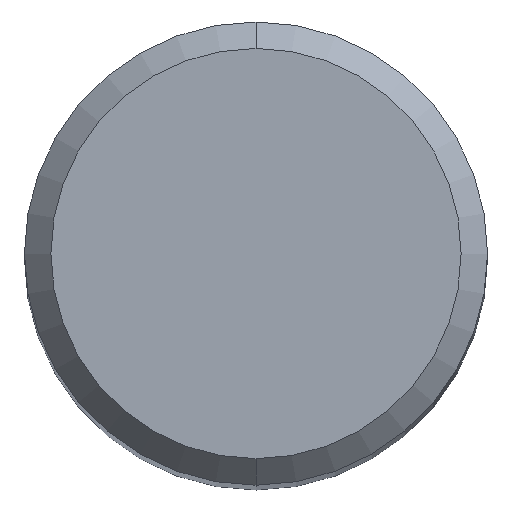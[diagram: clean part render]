
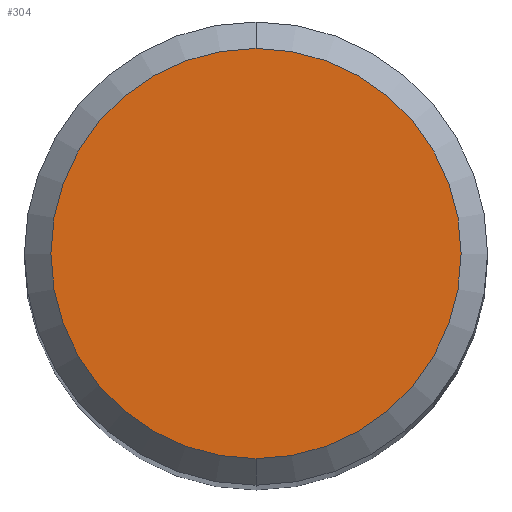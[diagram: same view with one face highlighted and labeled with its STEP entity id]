
A CAD part, top view. The second image highlights one B-rep face of the part: STEP entity #304.
In plain terms, the highlighted planar face has unit normal (0, 0, 1).
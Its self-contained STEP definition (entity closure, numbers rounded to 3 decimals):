
#254=EDGE_CURVE('',#408,#402,#563,.T.);
#266=EDGE_CURVE('',#402,#408,#576,.T.);
#304=ADVANCED_FACE('',(#616),#617,.T.);
#402=VERTEX_POINT('',#727);
#408=VERTEX_POINT('',#733);
#563=CIRCLE('',#1001,3.1);
#576=CIRCLE('',#1017,3.1);
#616=FACE_OUTER_BOUND('',#1115,.T.);
#617=PLANE('',#1116);
#727=CARTESIAN_POINT('',(0.0,3.1,0.0));
#733=CARTESIAN_POINT('',(0.,-3.1,0.0));
#1001=AXIS2_PLACEMENT_3D('',#1525,#1526,#1527);
#1017=AXIS2_PLACEMENT_3D('',#1542,#1543,#1544);
#1115=EDGE_LOOP('',(#1567,#1568));
#1116=AXIS2_PLACEMENT_3D('',#1569,#1570,#1571);
#1525=CARTESIAN_POINT('',(0.0,0.0,0.0));
#1526=DIRECTION('',(0.0,0.0,-1.0));
#1527=DIRECTION('',(0.0,1.0,0.0));
#1542=CARTESIAN_POINT('',(0.0,0.0,0.0));
#1543=DIRECTION('',(0.0,0.0,-1.0));
#1544=DIRECTION('',(0.0,1.0,0.0));
#1567=ORIENTED_EDGE('',*,*,#266,.F.);
#1568=ORIENTED_EDGE('',*,*,#254,.F.);
#1569=CARTESIAN_POINT('',(0.0,1.55,0.0));
#1570=DIRECTION('',(-0.0,0.0,1.0));
#1571=DIRECTION('',(0.0,-1.0,0.0));
